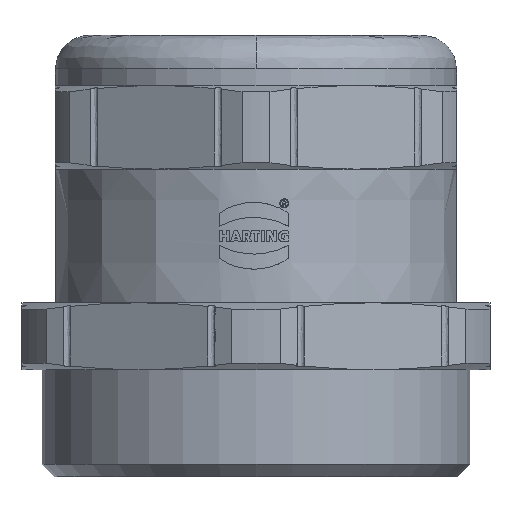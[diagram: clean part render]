
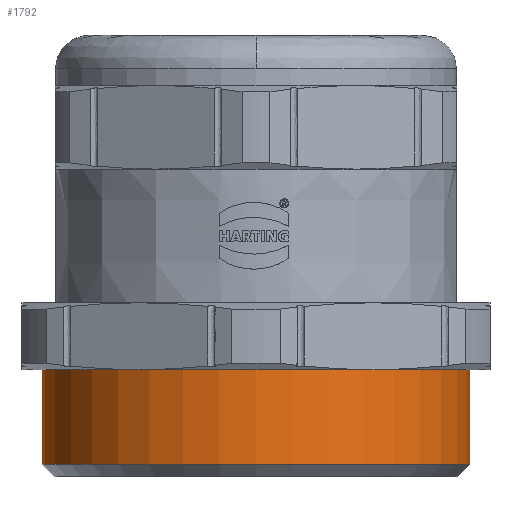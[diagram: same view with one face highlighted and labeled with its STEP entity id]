
A CAD part, front view. The second image highlights one B-rep face of the part: STEP entity #1792.
In plain terms, the highlighted face is a revolution surface.
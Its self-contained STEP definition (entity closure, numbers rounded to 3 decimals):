
#1583=FACE_OUTER_BOUND('',#2398,.T.);
#1792=ADVANCED_FACE('',(#1583),#1967,.T.);
#1967=SURFACE_OF_REVOLUTION('',#2229,#2045);
#2045=AXIS1_PLACEMENT('',#10033,#7656);
#2229=(
BOUNDED_CURVE()
B_SPLINE_CURVE(1,(#10031,#10032),.UNSPECIFIED.,.F.,.F.)
B_SPLINE_CURVE_WITH_KNOTS((2,2),(0.,1.),.UNSPECIFIED.)
CURVE()
GEOMETRIC_REPRESENTATION_ITEM()
RATIONAL_B_SPLINE_CURVE((0.906,0.906))
REPRESENTATION_ITEM('')
);
#2398=EDGE_LOOP('',(#3185,#3186,#3187,#3188));
#3185=ORIENTED_EDGE('',*,*,#4384,.T.);
#3186=ORIENTED_EDGE('',*,*,#4385,.F.);
#3187=ORIENTED_EDGE('',*,*,#4246,.F.);
#3188=ORIENTED_EDGE('',*,*,#4386,.F.);
#3824=VERTEX_POINT('',#9431);
#3825=VERTEX_POINT('',#9432);
#3903=VERTEX_POINT('',#10025);
#3904=VERTEX_POINT('',#10026);
#4246=EDGE_CURVE('',#3824,#3825,#4788,.T.);
#4384=EDGE_CURVE('',#3904,#3903,#4837,.T.);
#4385=EDGE_CURVE('',#3825,#3903,#5622,.T.);
#4386=EDGE_CURVE('',#3904,#3824,#5623,.T.);
#4788=CIRCLE('',#6831,16.);
#4837=CIRCLE('',#6902,16.);
#5622=LINE('',#10029,#5993);
#5623=LINE('',#10030,#5994);
#5993=VECTOR('',#7654,1.);
#5994=VECTOR('',#7655,1.);
#6831=AXIS2_PLACEMENT_3D('',#9430,#7444,#7445);
#6902=AXIS2_PLACEMENT_3D('',#10027,#7650,#7651);
#7444=DIRECTION('',(0.,0.,-1.));
#7445=DIRECTION('',(1.,0.,0.));
#7650=DIRECTION('',(0.,0.,-1.));
#7651=DIRECTION('',(1.,0.,0.));
#7654=DIRECTION('',(0.,0.,1.));
#7655=DIRECTION('',(0.,0.,-1.));
#7656=DIRECTION('',(0.,0.,1.));
#9430=CARTESIAN_POINT('',(0.,0.,0.92));
#9431=CARTESIAN_POINT('',(16.,0.,0.92));
#9432=CARTESIAN_POINT('',(-16.,0.,0.92));
#10025=CARTESIAN_POINT('',(-16.,0.,8.));
#10026=CARTESIAN_POINT('',(16.,0.,8.));
#10027=CARTESIAN_POINT('',(0.,0.,
8.));
#10029=CARTESIAN_POINT('',(-16.,0.,0.92));
#10030=CARTESIAN_POINT('',(16.,0.,8.));
#10031=CARTESIAN_POINT('',(-15.294,4.701,0.92));
#10032=CARTESIAN_POINT('',(-15.294,4.701,8.));
#10033=CARTESIAN_POINT('',(0.,0.,4.46));
